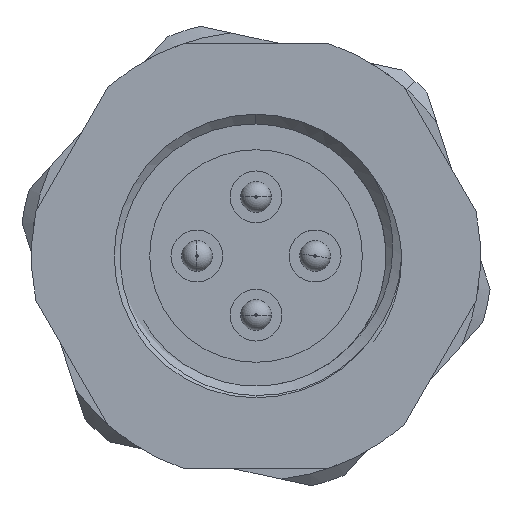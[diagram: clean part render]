
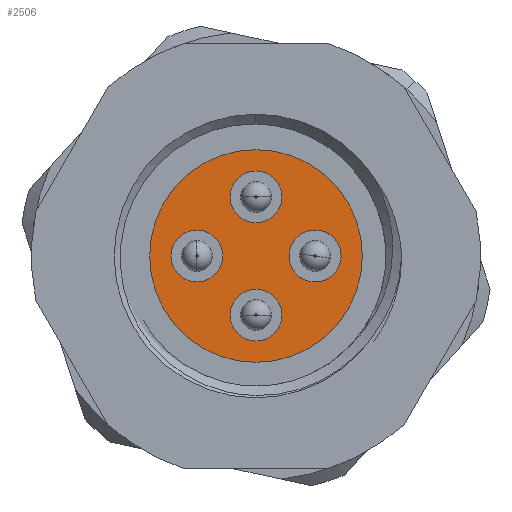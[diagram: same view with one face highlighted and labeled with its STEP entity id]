
A CAD part, left-side view. The second image highlights one B-rep face of the part: STEP entity #2506.
In plain terms, the highlighted face is planar.
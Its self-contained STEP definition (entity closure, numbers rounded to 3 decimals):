
#73 = CARTESIAN_POINT ( 'NONE',  ( 9.5, 0., 3.6 ) ) ;
#154 = EDGE_CURVE ( 'NONE', #729, #10123, #2166, .T. ) ;
#325 = DIRECTION ( 'NONE',  ( 1., 0., 0. ) ) ;
#417 = FACE_BOUND ( 'NONE', #869, .T. ) ;
#428 = VERTEX_POINT ( 'NONE', #4793 ) ;
#594 = VERTEX_POINT ( 'NONE', #5908 ) ;
#719 = DIRECTION ( 'NONE',  ( 0., 0., -1. ) ) ;
#729 = VERTEX_POINT ( 'NONE', #9707 ) ;
#731 = CIRCLE ( 'NONE', #9775, 1.1 ) ;
#869 = EDGE_LOOP ( 'NONE', ( #2567, #11199 ) ) ;
#898 = DIRECTION ( 'NONE',  ( 0., 0., -1. ) ) ;
#922 = CIRCLE ( 'NONE', #7528, 4.5 ) ;
#1088 = EDGE_CURVE ( 'NONE', #9823, #11533, #1812, .T. ) ;
#1151 = ORIENTED_EDGE ( 'NONE', *, *, #9656, .F. ) ;
#1304 = CARTESIAN_POINT ( 'NONE',  ( 9.5, 4.5, 0. ) ) ;
#1574 = DIRECTION ( 'NONE',  ( 0., 0., -1. ) ) ;
#1672 = CARTESIAN_POINT ( 'NONE',  ( 9.5, 2.5, -1.1 ) ) ;
#1723 = AXIS2_PLACEMENT_3D ( 'NONE', #6713, #325, #2229 ) ;
#1788 = EDGE_CURVE ( 'NONE', #3376, #594, #6883, .T. ) ;
#1812 = CIRCLE ( 'NONE', #9739, 1.1 ) ;
#1843 = EDGE_LOOP ( 'NONE', ( #11072, #7149 ) ) ;
#1960 = DIRECTION ( 'NONE',  ( -1., 0., 0. ) ) ;
#2166 = CIRCLE ( 'NONE', #2722, 1.1 ) ;
#2168 = CARTESIAN_POINT ( 'NONE',  ( 9.5, 0., 1.4 ) ) ;
#2197 = DIRECTION ( 'NONE',  ( -1., 0., 0. ) ) ;
#2208 = EDGE_CURVE ( 'NONE', #428, #10116, #8531, .T. ) ;
#2229 = DIRECTION ( 'NONE',  ( 0., 0., -1. ) ) ;
#2344 = AXIS2_PLACEMENT_3D ( 'NONE', #5317, #4323, #898 ) ;
#2370 = CARTESIAN_POINT ( 'NONE',  ( 9.5, 0., -1.4 ) ) ;
#2506 = ADVANCED_FACE ( 'NONE', ( #5900, #4077, #417, #7682, #6011 ), #4019, .F. ) ;
#2567 = ORIENTED_EDGE ( 'NONE', *, *, #154, .F. ) ;
#2614 = CIRCLE ( 'NONE', #9230, 1.1 ) ;
#2722 = AXIS2_PLACEMENT_3D ( 'NONE', #7221, #10613, #11570 ) ;
#3031 = DIRECTION ( 'NONE',  ( 0., 0., 1. ) ) ;
#3275 = VERTEX_POINT ( 'NONE', #73 ) ;
#3376 = VERTEX_POINT ( 'NONE', #7171 ) ;
#3653 = DIRECTION ( 'NONE',  ( 0., 0., -1. ) ) ;
#3719 = EDGE_LOOP ( 'NONE', ( #10638, #9580 ) ) ;
#4019 = PLANE ( 'NONE',  #4306 ) ;
#4077 = FACE_BOUND ( 'NONE', #1843, .T. ) ;
#4096 = ORIENTED_EDGE ( 'NONE', *, *, #1088, .F. ) ;
#4306 = AXIS2_PLACEMENT_3D ( 'NONE', #1304, #2197, #7621 ) ;
#4323 = DIRECTION ( 'NONE',  ( 1., 0., 0. ) ) ;
#4546 = AXIS2_PLACEMENT_3D ( 'NONE', #7489, #10335, #5707 ) ;
#4658 = DIRECTION ( 'NONE',  ( 1., 0., 0. ) ) ;
#4660 = EDGE_CURVE ( 'NONE', #10123, #729, #6433, .T. ) ;
#4793 = CARTESIAN_POINT ( 'NONE',  ( 9.5, 0., -4.5 ) ) ;
#5079 = DIRECTION ( 'NONE',  ( 1., 0., 0. ) ) ;
#5317 = CARTESIAN_POINT ( 'NONE',  ( 9.5, -2.5, 0. ) ) ;
#5661 = CIRCLE ( 'NONE', #1723, 1.1 ) ;
#5707 = DIRECTION ( 'NONE',  ( 0., 0., 1. ) ) ;
#5900 = FACE_BOUND ( 'NONE', #7799, .T. ) ;
#5908 = CARTESIAN_POINT ( 'NONE',  ( 9.5, -2.5, 1.1 ) ) ;
#6011 = FACE_OUTER_BOUND ( 'NONE', #3719, .T. ) ;
#6207 = EDGE_CURVE ( 'NONE', #11333, #3275, #2614, .T. ) ;
#6433 = CIRCLE ( 'NONE', #6819, 1.1 ) ;
#6713 = CARTESIAN_POINT ( 'NONE',  ( 9.5, 2.5, 0. ) ) ;
#6746 = DIRECTION ( 'NONE',  ( 0., 0., -1. ) ) ;
#6819 = AXIS2_PLACEMENT_3D ( 'NONE', #7319, #4658, #10947 ) ;
#6853 = CARTESIAN_POINT ( 'NONE',  ( 9.5, 0., 4.5 ) ) ;
#6883 = CIRCLE ( 'NONE', #2344, 1.1 ) ;
#6955 = EDGE_LOOP ( 'NONE', ( #4096, #8108 ) ) ;
#6957 = CIRCLE ( 'NONE', #10566, 1.1 ) ;
#7149 = ORIENTED_EDGE ( 'NONE', *, *, #7554, .F. ) ;
#7171 = CARTESIAN_POINT ( 'NONE',  ( 9.5, -2.5, -1.1 ) ) ;
#7221 = CARTESIAN_POINT ( 'NONE',  ( 9.5, 0., -2.5 ) ) ;
#7319 = CARTESIAN_POINT ( 'NONE',  ( 9.5, 0., -2.5 ) ) ;
#7489 = CARTESIAN_POINT ( 'NONE',  ( 9.5, 0., 0. ) ) ;
#7528 = AXIS2_PLACEMENT_3D ( 'NONE', #11139, #1960, #3031 ) ;
#7554 = EDGE_CURVE ( 'NONE', #594, #3376, #731, .T. ) ;
#7621 = DIRECTION ( 'NONE',  ( 0., 0., 1. ) ) ;
#7682 = FACE_BOUND ( 'NONE', #6955, .T. ) ;
#7799 = EDGE_LOOP ( 'NONE', ( #10612, #1151 ) ) ;
#8108 = ORIENTED_EDGE ( 'NONE', *, *, #10876, .F. ) ;
#8531 = CIRCLE ( 'NONE', #4546, 4.5 ) ;
#8728 = CARTESIAN_POINT ( 'NONE',  ( 9.5, 2.5, 1.1 ) ) ;
#8740 = CARTESIAN_POINT ( 'NONE',  ( 9.5, 2.5, 0. ) ) ;
#8830 = DIRECTION ( 'NONE',  ( 1., 0., 0. ) ) ;
#8871 = CARTESIAN_POINT ( 'NONE',  ( 9.5, 0., 2.5 ) ) ;
#9230 = AXIS2_PLACEMENT_3D ( 'NONE', #8871, #9865, #3653 ) ;
#9580 = ORIENTED_EDGE ( 'NONE', *, *, #2208, .F. ) ;
#9656 = EDGE_CURVE ( 'NONE', #3275, #11333, #6957, .T. ) ;
#9707 = CARTESIAN_POINT ( 'NONE',  ( 9.5, 0., -3.6 ) ) ;
#9739 = AXIS2_PLACEMENT_3D ( 'NONE', #8740, #11586, #1574 ) ;
#9770 = CARTESIAN_POINT ( 'NONE',  ( 9.5, -2.5, 0. ) ) ;
#9775 = AXIS2_PLACEMENT_3D ( 'NONE', #9770, #8830, #719 ) ;
#9823 = VERTEX_POINT ( 'NONE', #1672 ) ;
#9865 = DIRECTION ( 'NONE',  ( 1., 0., 0. ) ) ;
#9908 = EDGE_CURVE ( 'NONE', #10116, #428, #922, .T. ) ;
#10116 = VERTEX_POINT ( 'NONE', #6853 ) ;
#10123 = VERTEX_POINT ( 'NONE', #2370 ) ;
#10335 = DIRECTION ( 'NONE',  ( -1., 0., 0. ) ) ;
#10566 = AXIS2_PLACEMENT_3D ( 'NONE', #11384, #5079, #6746 ) ;
#10612 = ORIENTED_EDGE ( 'NONE', *, *, #6207, .F. ) ;
#10613 = DIRECTION ( 'NONE',  ( 1., 0., 0. ) ) ;
#10638 = ORIENTED_EDGE ( 'NONE', *, *, #9908, .F. ) ;
#10876 = EDGE_CURVE ( 'NONE', #11533, #9823, #5661, .T. ) ;
#10947 = DIRECTION ( 'NONE',  ( 0., 0., -1. ) ) ;
#11072 = ORIENTED_EDGE ( 'NONE', *, *, #1788, .F. ) ;
#11139 = CARTESIAN_POINT ( 'NONE',  ( 9.5, 0., 0. ) ) ;
#11199 = ORIENTED_EDGE ( 'NONE', *, *, #4660, .F. ) ;
#11333 = VERTEX_POINT ( 'NONE', #2168 ) ;
#11384 = CARTESIAN_POINT ( 'NONE',  ( 9.5, 0., 2.5 ) ) ;
#11533 = VERTEX_POINT ( 'NONE', #8728 ) ;
#11570 = DIRECTION ( 'NONE',  ( 0., 0., -1. ) ) ;
#11586 = DIRECTION ( 'NONE',  ( 1., 0., 0. ) ) ;
